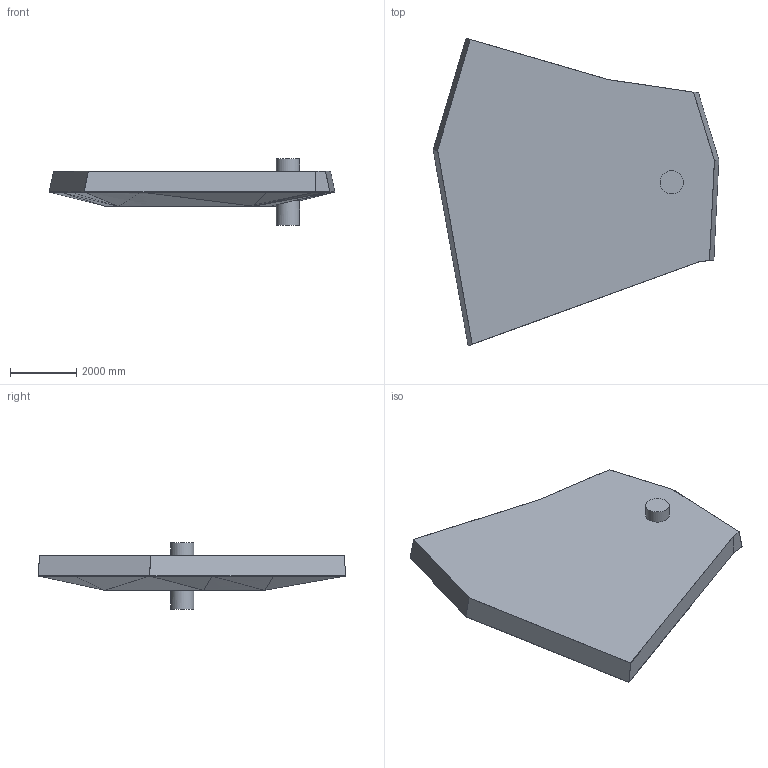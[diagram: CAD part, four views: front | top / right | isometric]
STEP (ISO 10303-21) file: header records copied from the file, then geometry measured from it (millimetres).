
FILE_DESCRIPTION(/* description */ (''),/* implementation_level */ '2;1');
FILE_NAME(/* name */ 'Volumenkörper-verkleinern-2020-08-20.stp',/* time_stamp */ '2020-08-21T19:55:38+02:00',/* author */ ('Roland'),/* organization */ (''),/* preprocessor_version */ 'ST-DEVELOPER v18.1',/* originating_system */ 'Autodesk Inventor 2020',/* authorisation */ '');
FILE_SCHEMA (('AUTOMOTIVE_DESIGN { 1 0 10303 214 3 1 1 }'));
Length unit declared in the file: millimetre
Products named in the file (1): Bauteil1
Bounding box: 8607.55 x 9266.12 x 2000 mm (x, y, z)
Volume: 50866158470 mm3; surface area: 394600558.1 mm2
Topology: 35 solids, 35 shells, 208 faces, 403 edges, 267 vertices
Faces by surface type: plane 198, bspline 8, cylinder 2
Full cylindrical faces by diameter (mm): 700 x2
Entity records: 5537 total; most frequent: CARTESIAN_POINT 1039, DIRECTION 808, ORIENTED_EDGE 806, EDGE_CURVE 403, LINE 396, VECTOR 396, VERTEX_POINT 267, STYLED_ITEM 243
